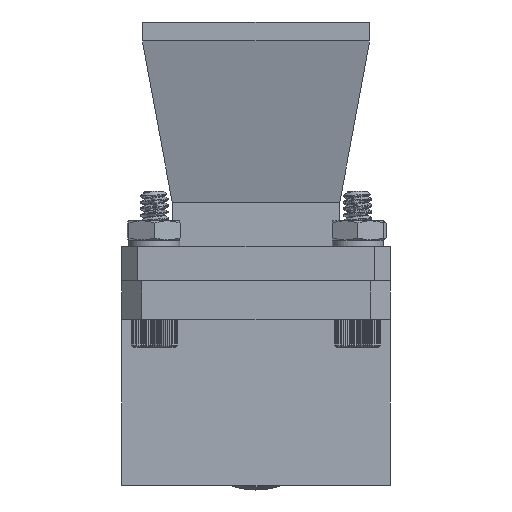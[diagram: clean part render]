
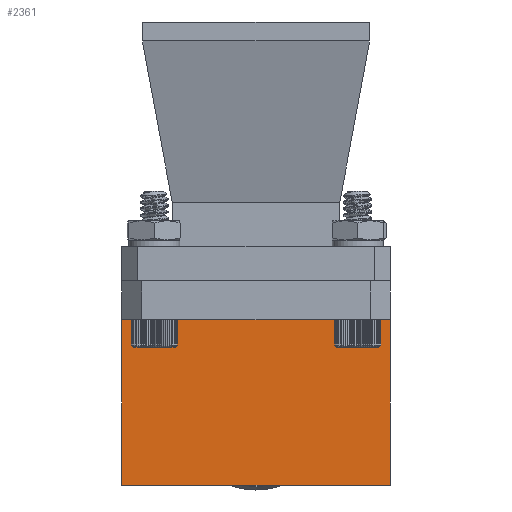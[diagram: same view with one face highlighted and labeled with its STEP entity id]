
A CAD part, front view. The second image highlights one B-rep face of the part: STEP entity #2361.
In plain terms, the highlighted planar face has unit normal (0, -1, 0).
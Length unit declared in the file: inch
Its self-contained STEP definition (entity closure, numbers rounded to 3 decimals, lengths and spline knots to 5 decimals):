
#335 = CARTESIAN_POINT ( 'NONE',  ( -1., -0.33, 0.657 ) ) ;
#436 = VERTEX_POINT ( 'NONE', #6053 ) ;
#876 = FACE_OUTER_BOUND ( 'NONE', #4296, .T. ) ;
#1505 = CARTESIAN_POINT ( 'NONE',  ( -0.189, -0.33, 0. ) ) ;
#2239 = LINE ( 'NONE', #6187, #6738 ) ;
#2361 = ADVANCED_FACE ( 'NONE', ( #876 ), #12610, .T. ) ;
#3679 = VECTOR ( 'NONE', #10059, 39.37008 ) ;
#4296 = EDGE_LOOP ( 'NONE', ( #7064, #12298, #9290, #10249 ) ) ;
#4458 = EDGE_CURVE ( 'NONE', #436, #11186, #5452, .T. ) ;
#4701 = CARTESIAN_POINT ( 'NONE',  ( -1., -0.33, -0.657 ) ) ;
#4837 = DIRECTION ( 'NONE',  ( 0., -1., 0. ) ) ;
#5452 = LINE ( 'NONE', #335, #10017 ) ;
#5663 = EDGE_CURVE ( 'NONE', #11186, #6676, #11611, .T. ) ;
#6053 = CARTESIAN_POINT ( 'NONE',  ( -1., -0.33, 0.657 ) ) ;
#6187 = CARTESIAN_POINT ( 'NONE',  ( -1., -0.33, -0.657 ) ) ;
#6651 = DIRECTION ( 'NONE',  ( 0., 0., -1. ) ) ;
#6676 = VERTEX_POINT ( 'NONE', #8283 ) ;
#6738 = VECTOR ( 'NONE', #11239, 39.37008 ) ;
#7064 = ORIENTED_EDGE ( 'NONE', *, *, #5663, .F. ) ;
#7126 = LINE ( 'NONE', #7251, #3679 ) ;
#7251 = CARTESIAN_POINT ( 'NONE',  ( -1., -0.33, 0.657 ) ) ;
#7300 = DIRECTION ( 'NONE',  ( 1., 0., 0. ) ) ;
#7801 = EDGE_CURVE ( 'NONE', #8800, #6676, #2239, .T. ) ;
#8283 = CARTESIAN_POINT ( 'NONE',  ( -0.189, -0.33, -0.657 ) ) ;
#8800 = VERTEX_POINT ( 'NONE', #4701 ) ;
#9290 = ORIENTED_EDGE ( 'NONE', *, *, #11455, .T. ) ;
#9509 = CARTESIAN_POINT ( 'NONE',  ( -0.189, -0.33, 0.657 ) ) ;
#9608 = VECTOR ( 'NONE', #6651, 39.37008 ) ;
#10017 = VECTOR ( 'NONE', #7300, 39.37008 ) ;
#10059 = DIRECTION ( 'NONE',  ( 0., 0., -1. ) ) ;
#10249 = ORIENTED_EDGE ( 'NONE', *, *, #7801, .T. ) ;
#10399 = DIRECTION ( 'NONE',  ( 0., 0., -1. ) ) ;
#11186 = VERTEX_POINT ( 'NONE', #9509 ) ;
#11239 = DIRECTION ( 'NONE',  ( 1., 0., 0. ) ) ;
#11455 = EDGE_CURVE ( 'NONE', #436, #8800, #7126, .T. ) ;
#11611 = LINE ( 'NONE', #1505, #9608 ) ;
#12298 = ORIENTED_EDGE ( 'NONE', *, *, #4458, .F. ) ;
#12368 = CARTESIAN_POINT ( 'NONE',  ( -1., -0.33, 0.657 ) ) ;
#12390 = AXIS2_PLACEMENT_3D ( 'NONE', #12368, #4837, #10399 ) ;
#12610 = PLANE ( 'NONE',  #12390 ) ;
